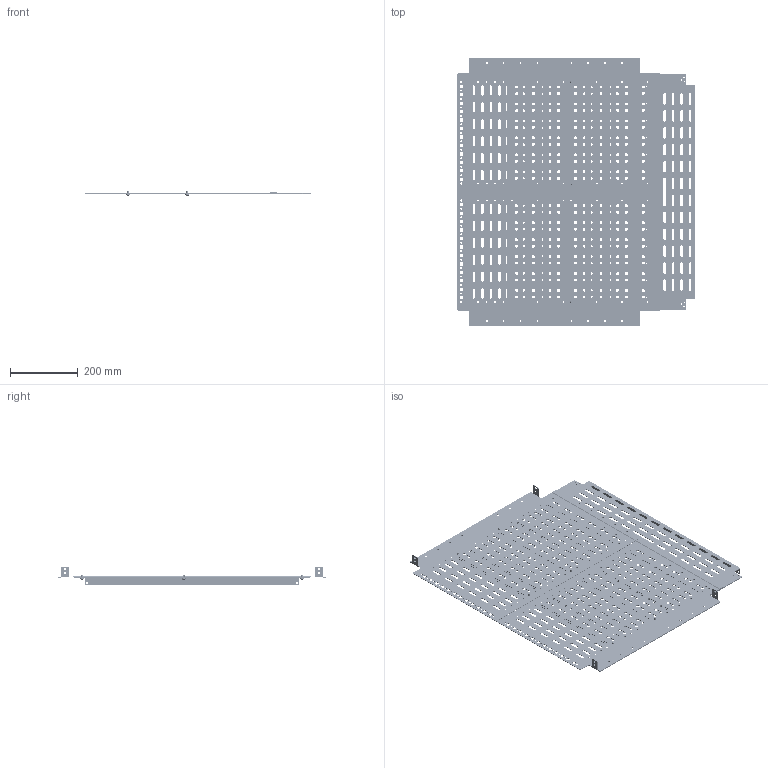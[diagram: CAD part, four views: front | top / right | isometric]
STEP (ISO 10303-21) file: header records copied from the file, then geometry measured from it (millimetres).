
FILE_DESCRIPTION (( 'STEP AP203' ), '1' );
FILE_NAME ('FO-00-SWMP-080-060 FORMAT Ïåðåãîðîäêà ñåêö. ìîíò. ïàíåëè çàäíÿÿ 800õ600 IEK.STEP', '2024-07-09T11:24:30', ( '' ), ( '' ), 'SwSTEP 2.0', 'SolidWorks 2022', '' );
FILE_SCHEMA (( 'CONFIG_CONTROL_DESIGN' ));
Length unit declared in the file: millimetre
Products named in the file (1): FO-00-SWMP-080-060 FORMAT Перегородка секц. монт. панели задняя 800х600 IEK
Bounding box: 704 x 793.6 x 55.5 mm (x, y, z)
Volume: 1128560.1 mm3; surface area: 1549014.8 mm2
Topology: 8 solids, 8 shells, 3584 faces, 10626 edges, 7068 vertices
Faces by surface type: cylinder 1924, plane 1612, cone 24, torus 24
Entity records: 124513 total; most frequent: DIRECTION 21716, CARTESIAN_POINT 21279, ORIENTED_EDGE 21252, EDGE_CURVE 10626, AXIS2_PLACEMENT_3D 7505, VERTEX_POINT 7068, VECTOR 6706, LINE 6706
